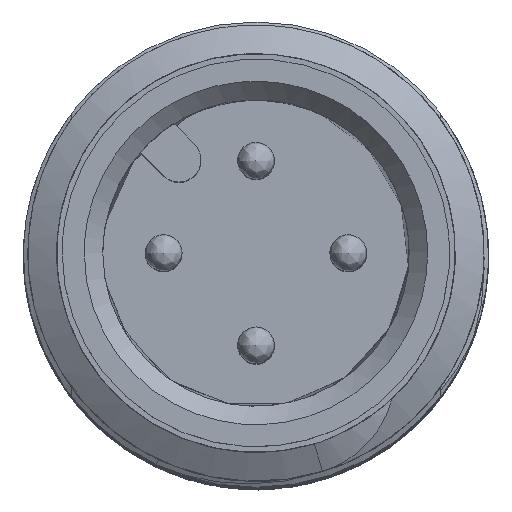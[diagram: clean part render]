
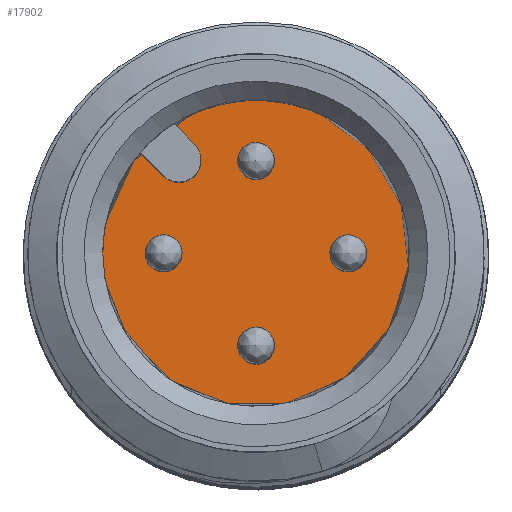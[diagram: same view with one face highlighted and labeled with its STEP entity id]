
A CAD part, top view. The second image highlights one B-rep face of the part: STEP entity #17902.
In plain terms, the highlighted free-form (B-spline) face has degree [1, 1] with [2, 2] control points.
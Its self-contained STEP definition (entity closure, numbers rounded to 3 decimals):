
#17865=CARTESIAN_POINT('',(-4.15,0.,39.55));
#17866=VERTEX_POINT('',#17865);
#17872=CARTESIAN_POINT('',(-4.15,0.,39.55));
#17873=CARTESIAN_POINT('',(-4.15,-7.188,39.55));
#17874=CARTESIAN_POINT('',(2.075,-3.594,39.55));
#17875=CARTESIAN_POINT('',(8.3,0.,39.55));
#17876=CARTESIAN_POINT('',(2.075,3.594,39.55));
#17877=CARTESIAN_POINT('',(-4.15,7.188,39.55));
#17878=CARTESIAN_POINT('',(-4.15,0.,39.55));
#17879=(BOUNDED_CURVE()B_SPLINE_CURVE(2,(#17872,#17873,#17874,#17875,#17876,#17877,#17878),.CIRCULAR_ARC.,.T.,.U.)B_SPLINE_CURVE_WITH_KNOTS((3,2,2,3),(0.,0.333,0.667,1.),.UNSPECIFIED.)CURVE()GEOMETRIC_REPRESENTATION_ITEM()RATIONAL_B_SPLINE_CURVE((1.,0.5,1.,0.5,1.,0.5,1.))REPRESENTATION_ITEM(''));
#17880=EDGE_CURVE('',#17866,#17866,#17879,.T.);
#17894=CARTESIAN_POINT('',(9.019,7.907,39.55));
#17895=CARTESIAN_POINT('',(9.019,-7.907,39.55));
#17896=CARTESIAN_POINT('',(-6.795,7.907,39.55));
#17897=CARTESIAN_POINT('',(-6.795,-7.907,39.55));
#17898=B_SPLINE_SURFACE_WITH_KNOTS('',1,1,((#17894,#17895),(#17896,#17897)),.PLANE_SURF.,.F.,.F.,.U.,(2,2),(2,2),(0.,1.),(0.,1.),.UNSPECIFIED.);
#17899=ORIENTED_EDGE('',*,*,#17880,.T.);
#17900=EDGE_LOOP('',(#17899));
#17901=FACE_OUTER_BOUND('',#17900,.T.);
#17902=ADVANCED_FACE('',(#17901),#17898,.T.);
